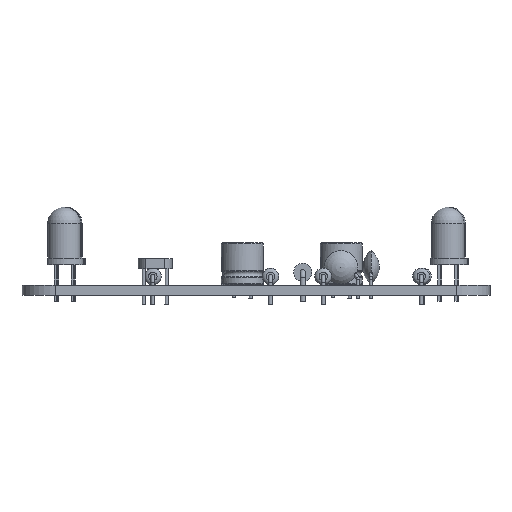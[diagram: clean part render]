
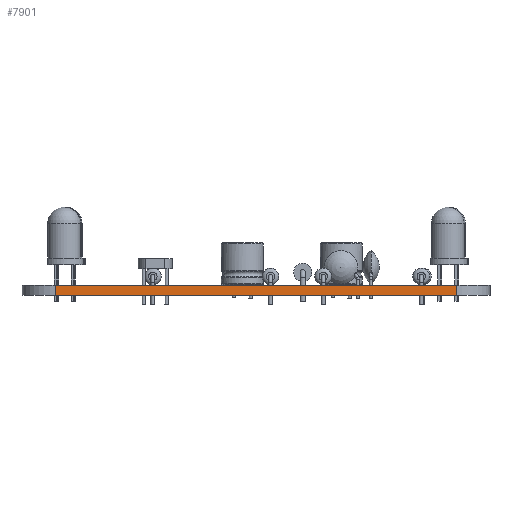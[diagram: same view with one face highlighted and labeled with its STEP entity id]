
A CAD part, front view. The second image highlights one B-rep face of the part: STEP entity #7901.
In plain terms, the highlighted planar face has unit normal (0, -1, 0).
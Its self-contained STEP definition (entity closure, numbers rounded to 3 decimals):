
#5570 = VERTEX_POINT('',#5571);
#5571 = CARTESIAN_POINT('',(22.5,-118.,0.));
#5578 = EDGE_CURVE('',#5579,#5570,#5581,.T.);
#5579 = VERTEX_POINT('',#5580);
#5580 = CARTESIAN_POINT('',(82.5,-118.,0.));
#5581 = LINE('',#5582,#5583);
#5582 = CARTESIAN_POINT('',(82.5,-118.,0.));
#5583 = VECTOR('',#5584,1.);
#5584 = DIRECTION('',(-1.,0.,0.));
#6722 = VERTEX_POINT('',#6723);
#6723 = CARTESIAN_POINT('',(22.5,-118.,1.51));
#6730 = EDGE_CURVE('',#6731,#6722,#6733,.T.);
#6731 = VERTEX_POINT('',#6732);
#6732 = CARTESIAN_POINT('',(82.5,-118.,1.51));
#6733 = LINE('',#6734,#6735);
#6734 = CARTESIAN_POINT('',(82.5,-118.,1.51));
#6735 = VECTOR('',#6736,1.);
#6736 = DIRECTION('',(-1.,0.,0.));
#7873 = EDGE_CURVE('',#5579,#6731,#7874,.T.);
#7874 = LINE('',#7875,#7876);
#7875 = CARTESIAN_POINT('',(82.5,-118.,0.));
#7876 = VECTOR('',#7877,1.);
#7877 = DIRECTION('',(0.,0.,1.));
#7901 = ADVANCED_FACE('',(#7902),#7913,.T.);
#7902 = FACE_BOUND('',#7903,.T.);
#7903 = EDGE_LOOP('',(#7904,#7905,#7906,#7912));
#7904 = ORIENTED_EDGE('',*,*,#7873,.T.);
#7905 = ORIENTED_EDGE('',*,*,#6730,.T.);
#7906 = ORIENTED_EDGE('',*,*,#7907,.F.);
#7907 = EDGE_CURVE('',#5570,#6722,#7908,.T.);
#7908 = LINE('',#7909,#7910);
#7909 = CARTESIAN_POINT('',(22.5,-118.,0.));
#7910 = VECTOR('',#7911,1.);
#7911 = DIRECTION('',(0.,0.,1.));
#7912 = ORIENTED_EDGE('',*,*,#5578,.F.);
#7913 = PLANE('',#7914);
#7914 = AXIS2_PLACEMENT_3D('',#7915,#7916,#7917);
#7915 = CARTESIAN_POINT('',(82.5,-118.,0.));
#7916 = DIRECTION('',(0.,-1.,0.));
#7917 = DIRECTION('',(-1.,0.,0.));
